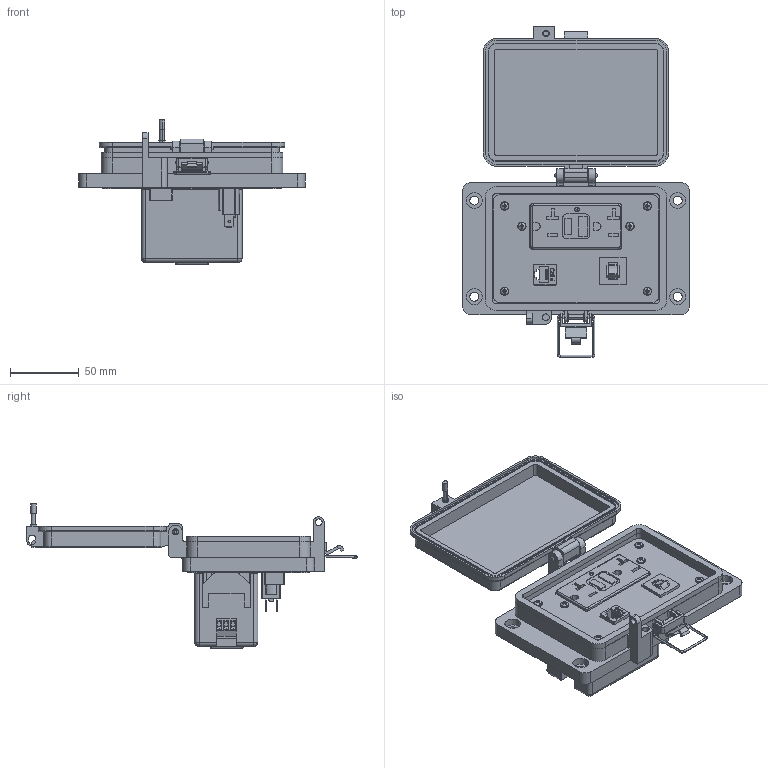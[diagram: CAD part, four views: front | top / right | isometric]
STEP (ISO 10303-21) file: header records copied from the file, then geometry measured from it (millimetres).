
FILE_DESCRIPTION (( 'STEP AP214' ), '1' );
FILE_NAME ('P-R62-M3RF3_3D.STEP', '2017-09-11T13:53:37', ( '' ), ( '' ), 'SwSTEP 2.0', 'SolidWorks 2017', '' );
FILE_SCHEMA (( 'AUTOMOTIVE_DESIGN' ));
Length unit declared in the file: millimetre
Products named in the file (12): P-R62-M3RF3_3D; H-X-M3; 92005A124_METRIC PAN HEAD PHILLIPS MACHINE SCREW_92005A124; RF_RF Clipped; Z-200-OTLT-RIOF_RF Clipped; Z-CB-SM; R62; Z-300-RJ45CAT6; P-R62-M3RF3_FP; 90272A106_ZINC-PLTD STL PAN HEAD PHILLIPS MACHINE SCREW_90272A106; P-R62-M3RF3_TP; P-R62-M3RF3_BP
Assembly tree (17 placements, depth 3):
  P-R62-M3RF3_3D
    P-R62-M3RF3_BP
    P-R62-M3RF3_TP
    90272A106_ZINC-PLTD STL PAN HEAD PHILLIPS MACHINE SCREW_90272A106  x2
    P-R62-M3RF3_FP
    R62
      Z-300-RJ45CAT6
    Z-CB-SM
    RF_RF Clipped
      Z-200-OTLT-RIOF_RF Clipped
    92005A124_METRIC PAN HEAD PHILLIPS MACHINE SCREW_92005A124  x6
    H-X-M3
Bounding box: 164.96 x 240.59 x 104.92 mm (x, y, z)
Volume: 342659.2 mm3; surface area: 192145.2 mm2
Topology: 26 solids, 26 shells, 3382 faces, 9447 edges, 6232 vertices
Faces by surface type: plane 1524, cylinder 1515, bspline 211, cone 81, torus 35, sphere 16
Entity records: 99832 total; most frequent: CARTESIAN_POINT 24791, ORIENTED_EDGE 13044, DIRECTION 11029, EDGE_CURVE 6522, LINE 4357, VECTOR 4357, VERTEX_POINT 4294, AXIS2_PLACEMENT_3D 3336
